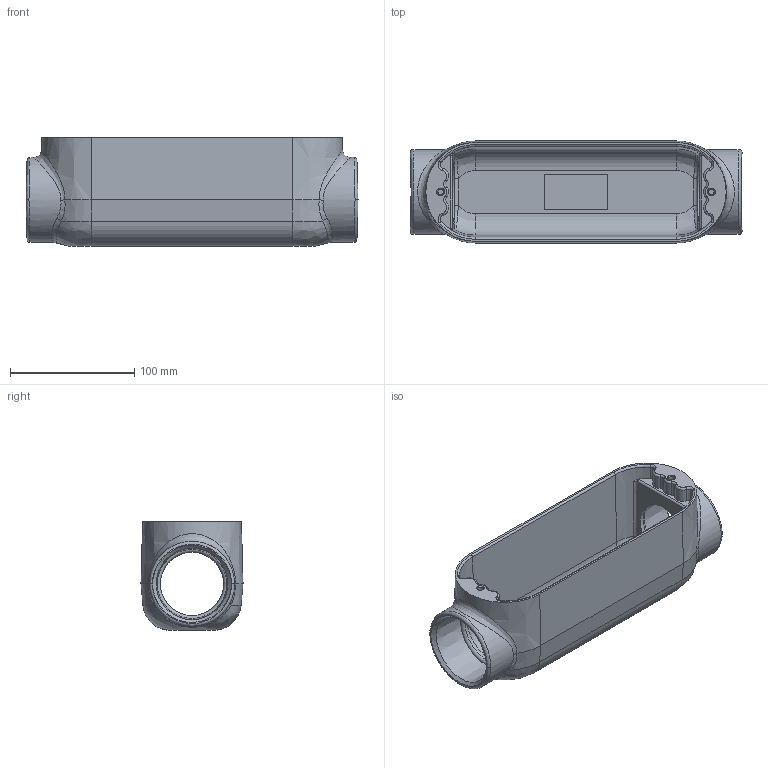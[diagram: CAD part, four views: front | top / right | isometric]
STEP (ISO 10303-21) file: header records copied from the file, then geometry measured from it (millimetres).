
FILE_DESCRIPTION(/* description */ (''),/* implementation_level */ '2;1');
FILE_NAME(/* name */ 'KIL_OC-6.stp',/* time_stamp */ '2019-11-21T13:09:24+06:00',/* author */ ('mashraf'),/* organization */ (''),/* preprocessor_version */ 'ST-DEVELOPER v16.13',/* originating_system */ 'Autodesk Inventor 2018',/* authorisation */ '');
FILE_SCHEMA (('AUTOMOTIVE_DESIGN { 1 0 10303 214 3 1 1 }'));
Length unit declared in the file: inch
Products named in the file (1): 18259-1
Bounding box: 266.73 x 81.99 x 87.31 mm (x, y, z)
Volume: 319385.3 mm3; surface area: 130797.2 mm2
Topology: 1 solids, 1 shells, 135 faces, 324 edges, 196 vertices
Faces by surface type: bspline 38, cylinder 32, plane 31, cone 18, torus 16
Full cylindrical faces by diameter (mm): 50.902 x2, 68.275 x2
Entity records: 9010 total; most frequent: CARTESIAN_POINT 6054, ORIENTED_EDGE 612, DIRECTION 600, EDGE_CURVE 306, AXIS2_PLACEMENT_3D 260, VERTEX_POINT 192, EDGE_LOOP 158, CIRCLE 136
